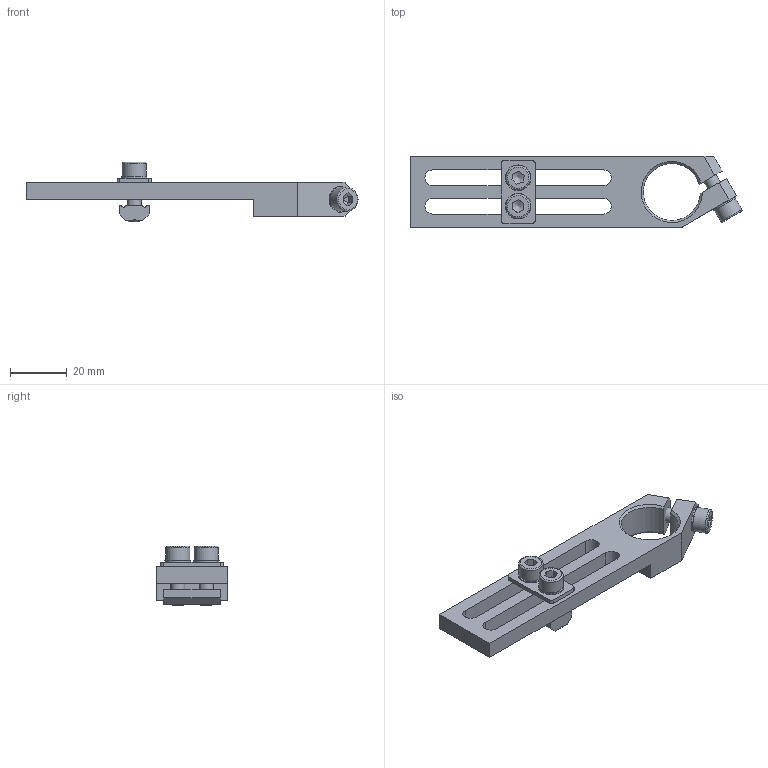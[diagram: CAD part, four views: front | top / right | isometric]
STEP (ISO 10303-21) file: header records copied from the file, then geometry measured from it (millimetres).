
FILE_DESCRIPTION((''),'2;1');
FILE_NAME('1-105-22-00-0 WSL X 20-60 U.stp','2008-01-16T08:07:37',('Wilberg'),(''),'Autodesk Inventor 11','Autodesk Inventor 11','');
FILE_SCHEMA(('AUTOMOTIVE_DESIGN { 1 0 10303 214 1 1 1 1 }'));
Length unit declared in the file: millimetre
Products named in the file (7): 1-105-22-00-0 WSL X 20-60 U; 1-105-22-01-0 WSL X 20-60 U; 1-190-10-00-0 f.  WSL.., WLS.. 14,20; BMU-493-005; ISO 4762-M5x16; ISO 4762-M5x18; 1-058-52-10-0 GWP 5x10 U
Assembly tree (9 placements, depth 2):
  1-105-22-00-0 WSL X 20-60 U
    1-105-22-01-0 WSL X 20-60 U
    1-190-10-00-0 f.  WSL.., WLS.. 14,20
    BMU-493-005  x3
    ISO 4762-M5x16  x2
    ISO 4762-M5x18
    1-058-52-10-0 GWP 5x10 U
Bounding box: 116.67 x 25 x 21 mm (x, y, z)
Volume: 14584.4 mm3; surface area: 11466.7 mm2
Topology: 9 solids, 9 shells, 129 faces, 309 edges, 200 vertices
Faces by surface type: plane 78, cylinder 35, cone 9, bspline 6, torus 1
Full cylindrical faces by diameter (mm): 5 x5, 5.3 x3, 5.5 x2, 8.5 x3, 9 x3
Entity records: 3396 total; most frequent: CARTESIAN_POINT 773, DIRECTION 516, ORIENTED_EDGE 474, EDGE_CURVE 237, AXIS2_PLACEMENT_3D 182, VERTEX_POINT 164, VECTOR 152, LINE 152
